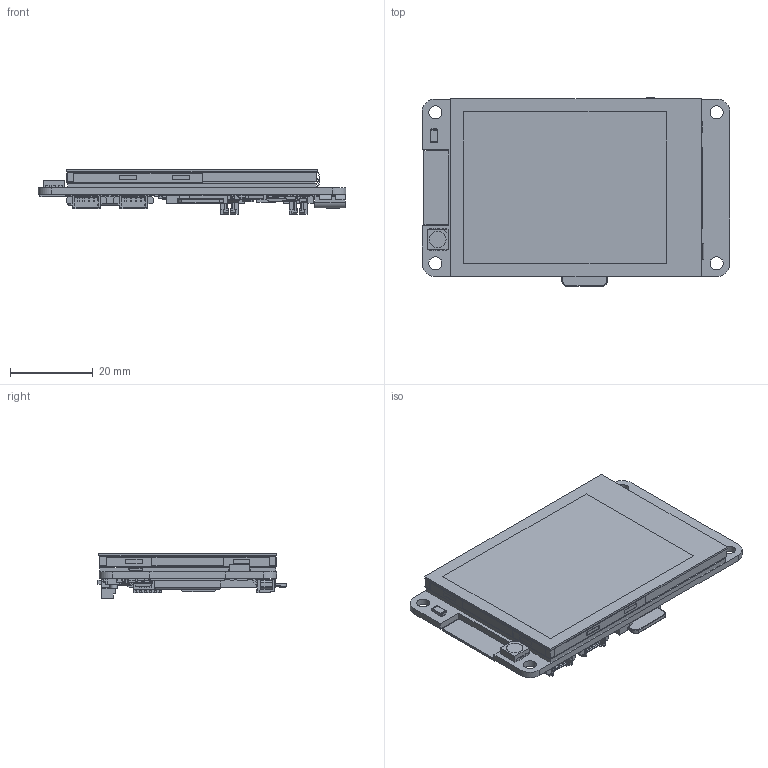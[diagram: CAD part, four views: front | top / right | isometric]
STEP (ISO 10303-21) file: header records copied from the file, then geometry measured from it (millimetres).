
FILE_DESCRIPTION(/* description */ ('','CAx-IF Rec.Pracs.---Representation and Presentation of Product Manufacturing Information (PMI)---4.0---2014-10-13'),/* implementation_level */ '2;1');
FILE_NAME(/* name */ 'ESP32-2432S024C.step',/* time_stamp */ '2025-01-12T14:19:58-07:00',/* author */ (''),/* organization */ (''),/* preprocessor_version */ 'ST-DEVELOPER v20',/* originating_system */ 'Autodesk Translation Framework v13.20.0.188',/* authorisation */ '');
FILE_SCHEMA (('AP242_MANAGED_MODEL_BASED_3D_ENGINEERING_MIM_LF { 1 0 10303 442 1 1 4 }'));
Products named in the file (37): ESP32-2432S024C; display; esp32-2432s024c_1; esp32-2432s024c (374); esp32-2432s024c (22); esp32-2432s024c (3); esp32-2432s024c (5); esp32-2432s024c (7); esp32-2432s024c (1); Component35; pcba; board; cn; housing; pin; esp32; tf slot; ws led; switch1; p; housing (1); pin (1); sop8; ch340c; cap; u; q2; conn; r0603; d1; sens; rrr; cap (1); t; usb c; switch; Micro SD Card
Assembly tree (94 placements, depth 4):
  ESP32-2432S024C
    display
      esp32-2432s024c_1
      esp32-2432s024c (374)
      esp32-2432s024c (22)
      esp32-2432s024c (3)
      esp32-2432s024c (5)
      esp32-2432s024c (7)
      esp32-2432s024c (1)
      Component35
    pcba
      board
      cn  x3
        housing
        pin
      esp32
      tf slot
      ws led
      switch1  x2
      p  x2
        housing (1)
        pin (1)
      sop8  x2
      cap  x8
      ch340c
      u  x2
      q2  x3
      conn
      r0603  x28
      d1
      sens
      rrr
      cap (1)  x13
      t
      usb c
      switch
    Micro SD Card
Bounding box: 74.4 x 45.52 x 10.69 mm (x, y, z)
Volume: 15982.2 mm3; surface area: 30040.9 mm2
Topology: 106 solids, 106 shells, 3808 faces, 9817 edges, 6294 vertices
Faces by surface type: plane 3067, cylinder 633, sphere 70, bspline 24, torus 11, cone 3
Full cylindrical faces by diameter (mm): 0.8 x2, 1.8 x2, 2 x2, 3.2 x4, 4 x1
Entity records: 69966 total; most frequent: CARTESIAN_POINT 13341, ORIENTED_EDGE 11718, DIRECTION 11159, EDGE_CURVE 5859, LINE 5095, VECTOR 5095, VERTEX_POINT 3751, AXIS2_PLACEMENT_3D 3032
